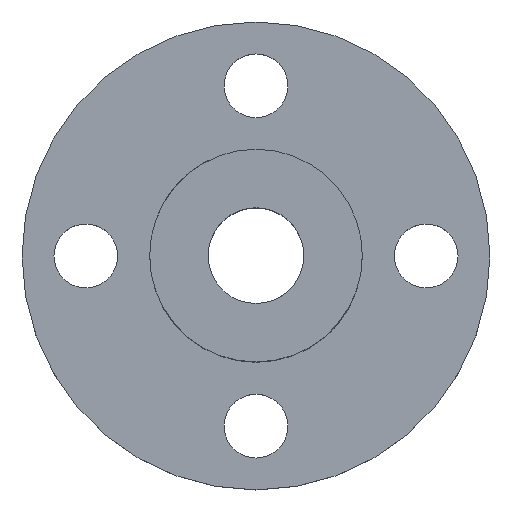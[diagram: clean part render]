
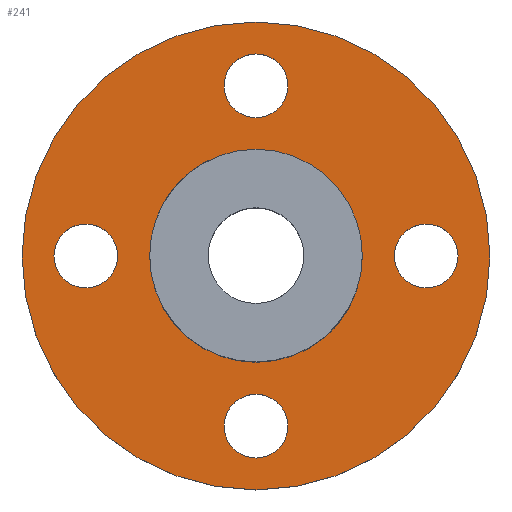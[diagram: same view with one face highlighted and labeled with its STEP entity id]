
A CAD part, top view. The second image highlights one B-rep face of the part: STEP entity #241.
In plain terms, the highlighted planar face has unit normal (0, 0, 1).
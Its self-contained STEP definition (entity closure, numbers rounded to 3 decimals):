
#16=PLANE('',#271);
#23=FACE_BOUND('',#70,.T.);
#24=FACE_BOUND('',#71,.T.);
#25=FACE_BOUND('',#72,.T.);
#26=FACE_BOUND('',#73,.T.);
#27=FACE_BOUND('',#74,.T.);
#36=CIRCLE('',#269,5.);
#37=CIRCLE('',#272,11.);
#38=CIRCLE('',#273,1.5);
#39=CIRCLE('',#274,1.5);
#40=CIRCLE('',#275,1.5);
#41=CIRCLE('',#276,1.5);
#52=FACE_OUTER_BOUND('',#69,.T.);
#69=EDGE_LOOP('',(#195));
#70=EDGE_LOOP('',(#196));
#71=EDGE_LOOP('',(#197));
#72=EDGE_LOOP('',(#198));
#73=EDGE_LOOP('',(#199));
#74=EDGE_LOOP('',(#200));
#123=VERTEX_POINT('',#518);
#124=VERTEX_POINT('',#523);
#125=VERTEX_POINT('',#525);
#126=VERTEX_POINT('',#527);
#127=VERTEX_POINT('',#529);
#128=VERTEX_POINT('',#531);
#149=EDGE_CURVE('',#123,#123,#36,.T.);
#150=EDGE_CURVE('',#124,#124,#37,.T.);
#151=EDGE_CURVE('',#125,#125,#38,.T.);
#152=EDGE_CURVE('',#126,#126,#39,.T.);
#153=EDGE_CURVE('',#127,#127,#40,.T.);
#154=EDGE_CURVE('',#128,#128,#41,.T.);
#195=ORIENTED_EDGE('',*,*,#150,.T.);
#196=ORIENTED_EDGE('',*,*,#151,.T.);
#197=ORIENTED_EDGE('',*,*,#152,.T.);
#198=ORIENTED_EDGE('',*,*,#153,.T.);
#199=ORIENTED_EDGE('',*,*,#154,.T.);
#200=ORIENTED_EDGE('',*,*,#149,.T.);
#241=ADVANCED_FACE('',(#52,#23,#24,#25,#26,#27),#16,.T.);
#269=AXIS2_PLACEMENT_3D('',#520,#308,#309);
#271=AXIS2_PLACEMENT_3D('',#522,#312,#313);
#272=AXIS2_PLACEMENT_3D('',#524,#314,#315);
#273=AXIS2_PLACEMENT_3D('',#526,#316,#317);
#274=AXIS2_PLACEMENT_3D('',#528,#318,#319);
#275=AXIS2_PLACEMENT_3D('',#530,#320,#321);
#276=AXIS2_PLACEMENT_3D('',#532,#322,#323);
#308=DIRECTION('center_axis',(0.,0.,-1.));
#309=DIRECTION('ref_axis',(-1.,0.,0.));
#312=DIRECTION('center_axis',(0.,0.,1.));
#313=DIRECTION('ref_axis',(1.,0.,0.));
#314=DIRECTION('center_axis',(0.,0.,1.));
#315=DIRECTION('ref_axis',(1.,0.,0.));
#316=DIRECTION('center_axis',(0.,0.,-1.));
#317=DIRECTION('ref_axis',(1.,0.,0.));
#318=DIRECTION('center_axis',(0.,0.,-1.));
#319=DIRECTION('ref_axis',(1.,0.,0.));
#320=DIRECTION('center_axis',(0.,0.,-1.));
#321=DIRECTION('ref_axis',(1.,0.,0.));
#322=DIRECTION('center_axis',(0.,0.,-1.));
#323=DIRECTION('ref_axis',(1.,0.,0.));
#518=CARTESIAN_POINT('',(5.,0.,2.));
#520=CARTESIAN_POINT('Origin',(0.,0.,2.));
#522=CARTESIAN_POINT('Origin',(0.,0.,2.));
#523=CARTESIAN_POINT('',(-11.,0.,2.));
#524=CARTESIAN_POINT('Origin',(0.,0.,2.));
#525=CARTESIAN_POINT('',(-1.5,8.,2.));
#526=CARTESIAN_POINT('Origin',(0.,8.,2.));
#527=CARTESIAN_POINT('',(-1.5,-8.,2.));
#528=CARTESIAN_POINT('Origin',(0.,-8.,2.));
#529=CARTESIAN_POINT('',(6.5,0.,2.));
#530=CARTESIAN_POINT('Origin',(8.,0.,2.));
#531=CARTESIAN_POINT('',(-9.5,0.,2.));
#532=CARTESIAN_POINT('Origin',(-8.,0.,2.));
